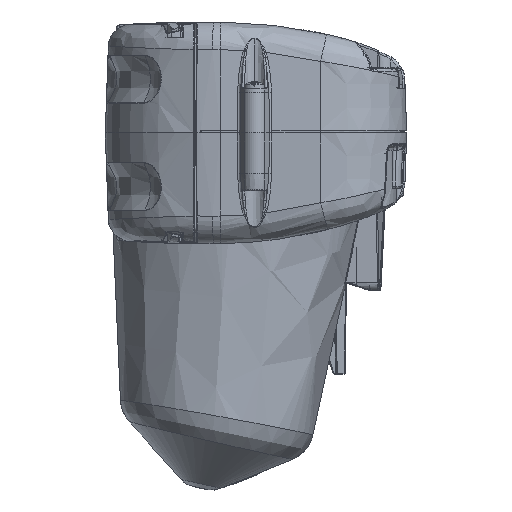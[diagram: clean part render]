
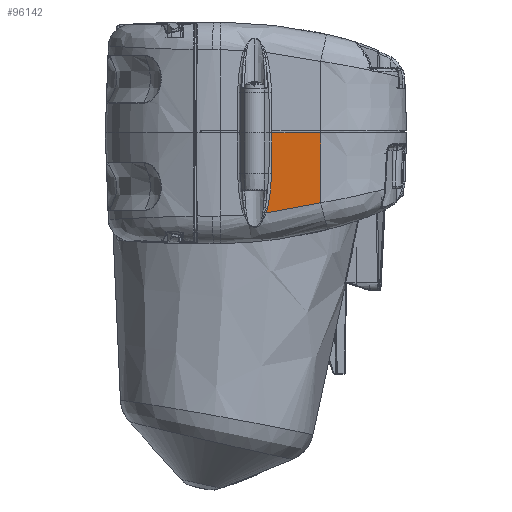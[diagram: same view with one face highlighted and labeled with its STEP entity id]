
A CAD part, left-side view. The second image highlights one B-rep face of the part: STEP entity #96142.
In plain terms, the highlighted planar face has unit normal (-0.999, 0, -0.035).
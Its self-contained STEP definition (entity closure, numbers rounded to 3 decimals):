
#2385 = FACE_OUTER_BOUND ( 'NONE', #117997, .T. ) ;
#3699 = DIRECTION ( 'NONE',  ( 0., -1., 0. ) ) ;
#7564 = CARTESIAN_POINT ( 'NONE',  ( -353.297, -57.548, 18.865 ) ) ;
#9121 = VECTOR ( 'NONE', #78047, 1000. ) ;
#12659 = ORIENTED_EDGE ( 'NONE', *, *, #145608, .T. ) ;
#14228 = LINE ( 'NONE', #61597, #9121 ) ;
#23303 = CARTESIAN_POINT ( 'NONE',  ( -353.506, -57.925, 24.848 ) ) ;
#24007 = CARTESIAN_POINT ( 'NONE',  ( -353.293, -57.536, 18.765 ) ) ;
#31560 = CARTESIAN_POINT ( 'NONE',  ( -354., -40., 39. ) ) ;
#35245 = ORIENTED_EDGE ( 'NONE', *, *, #120669, .F. ) ;
#36376 = EDGE_CURVE ( 'NONE', #90458, #120650, #84949, .T. ) ;
#40449 = CARTESIAN_POINT ( 'NONE',  ( -353.154, -56.97, 14.787 ) ) ;
#49471 = ORIENTED_EDGE ( 'NONE', *, *, #201582, .F. ) ;
#50308 = CARTESIAN_POINT ( 'NONE',  ( -353.043, -56.271, 11.605 ) ) ;
#58840 = VERTEX_POINT ( 'NONE', #104732 ) ;
#61597 = CARTESIAN_POINT ( 'NONE',  ( -354., -57.983, 39. ) ) ;
#62547 = CARTESIAN_POINT ( 'NONE',  ( -353.026, -56.105, 11.12 ) ) ;
#65195 = CARTESIAN_POINT ( 'NONE',  ( -354., -57.983, 39. ) ) ;
#65357 = ORIENTED_EDGE ( 'NONE', *, *, #202058, .T. ) ;
#66078 = CARTESIAN_POINT ( 'NONE',  ( -353.062, -56.413, 12.129 ) ) ;
#66208 = VECTOR ( 'NONE', #182825, 1000. ) ;
#68380 = CARTESIAN_POINT ( 'NONE',  ( -354., 0., 39. ) ) ;
#72611 = CARTESIAN_POINT ( 'NONE',  ( -353.418, -57.861, 22.331 ) ) ;
#76411 = ORIENTED_EDGE ( 'NONE', *, *, #191921, .F. ) ;
#78047 = DIRECTION ( 'NONE',  ( 0.035, 0.004, -0.999 ) ) ;
#79245 = CARTESIAN_POINT ( 'NONE',  ( -354., -75., 39. ) ) ;
#80023 = VECTOR ( 'NONE', #128610, 1000. ) ;
#84949 = B_SPLINE_CURVE_WITH_KNOTS ( 'NONE', 3,
 ( #144119, #127669, #160612, #62547 ),
 .UNSPECIFIED., .F., .F.,
 ( 4, 4 ),
 ( 0., 1. ),
 .UNSPECIFIED. ) ;
#85200 = CARTESIAN_POINT ( 'NONE',  ( -353.026, -56.105, 11.12 ) ) ;
#89054 = CARTESIAN_POINT ( 'NONE',  ( -353.324, -57.634, 19.64 ) ) ;
#90458 = VERTEX_POINT ( 'NONE', #188486 ) ;
#96142 = ADVANCED_FACE ( 'NONE', ( #2385 ), #97302, .T. ) ;
#97302 = PLANE ( 'NONE',  #160303 ) ;
#98856 = VERTEX_POINT ( 'NONE', #65195 ) ;
#104732 = CARTESIAN_POINT ( 'NONE',  ( -353.081, -56.531, 12.692 ) ) ;
#105490 = CARTESIAN_POINT ( 'NONE',  ( -353.3, -57.559, 18.962 ) ) ;
#106779 = B_SPLINE_CURVE_WITH_KNOTS ( 'NONE', 3,
 ( #23303, #137748, #72611, #187124, #89054, #203543, #105490, #7564, #122009, #24007, #138449, #40449, #154890 ),
 .UNSPECIFIED., .F., .F.,
 ( 4, 1, 1, 1, 1, 1, 2, 2, 4 ),
 ( 0., 0.25, 0.375, 0.438, 0.469, 0.484, 0.492, 0.5, 1. ),
 .UNSPECIFIED. ) ;
#112926 = LINE ( 'NONE', #118148, #161580 ) ;
#113816 = DIRECTION ( 'NONE',  ( -0.035, 0., 0.999 ) ) ;
#117997 = EDGE_LOOP ( 'NONE', ( #35245, #12659, #144781, #65357, #202475, #49471, #76411 ) ) ;
#118148 = CARTESIAN_POINT ( 'NONE',  ( -354., -40., 39. ) ) ;
#120650 = VERTEX_POINT ( 'NONE', #85200 ) ;
#120669 = EDGE_CURVE ( 'NONE', #98856, #134049, #112926, .T. ) ;
#121575 = VERTEX_POINT ( 'NONE', #151991 ) ;
#122009 = CARTESIAN_POINT ( 'NONE',  ( -353.295, -57.54, 18.8 ) ) ;
#123565 = LINE ( 'NONE', #79245, #80023 ) ;
#127669 = CARTESIAN_POINT ( 'NONE',  ( -353.094, -68.735, 13.062 ) ) ;
#128610 = DIRECTION ( 'NONE',  ( 0.035, 0., -0.999 ) ) ;
#129528 = VERTEX_POINT ( 'NONE', #178988 ) ;
#134049 = VERTEX_POINT ( 'NONE', #177751 ) ;
#137748 = CARTESIAN_POINT ( 'NONE',  ( -353.471, -57.917, 23.846 ) ) ;
#138449 = CARTESIAN_POINT ( 'NONE',  ( -353.225, -57.304, 16.801 ) ) ;
#144119 = CARTESIAN_POINT ( 'NONE',  ( -353.15, -75., 14.656 ) ) ;
#144781 = ORIENTED_EDGE ( 'NONE', *, *, #211088, .T. ) ;
#145608 = EDGE_CURVE ( 'NONE', #98856, #129528, #14228, .T. ) ;
#151991 = CARTESIAN_POINT ( 'NONE',  ( -354., -75., 39. ) ) ;
#154890 = CARTESIAN_POINT ( 'NONE',  ( -353.081, -56.531, 12.692 ) ) ;
#160303 = AXIS2_PLACEMENT_3D ( 'NONE', #31560, #211835, #113816 ) ;
#160612 = CARTESIAN_POINT ( 'NONE',  ( -353.053, -62.437, 11.889 ) ) ;
#161580 = VECTOR ( 'NONE', #3699, 1000. ) ;
#164819 = CARTESIAN_POINT ( 'NONE',  ( -353.026, -56.105, 11.12 ) ) ;
#177751 = CARTESIAN_POINT ( 'NONE',  ( -354., -58., 39. ) ) ;
#178988 = CARTESIAN_POINT ( 'NONE',  ( -353.506, -57.925, 24.848 ) ) ;
#180545 = CARTESIAN_POINT ( 'NONE',  ( -353.081, -56.531, 12.692 ) ) ;
#182825 = DIRECTION ( 'NONE',  ( 0., -1., 0. ) ) ;
#187124 = CARTESIAN_POINT ( 'NONE',  ( -353.355, -57.722, 20.54 ) ) ;
#188486 = CARTESIAN_POINT ( 'NONE',  ( -353.15, -75., 14.656 ) ) ;
#191921 = EDGE_CURVE ( 'NONE', #134049, #121575, #196844, .T. ) ;
#196844 = LINE ( 'NONE', #68380, #66208 ) ;
#200651 = B_SPLINE_CURVE_WITH_KNOTS ( 'NONE', 3,
 ( #180545, #66078, #50308, #164819 ),
 .UNSPECIFIED., .F., .F.,
 ( 4, 4 ),
 ( 0., 1. ),
 .UNSPECIFIED. ) ;
#201582 = EDGE_CURVE ( 'NONE', #121575, #90458, #123565, .T. ) ;
#202058 = EDGE_CURVE ( 'NONE', #58840, #120650, #200651, .T. ) ;
#202475 = ORIENTED_EDGE ( 'NONE', *, *, #36376, .F. ) ;
#203543 = CARTESIAN_POINT ( 'NONE',  ( -353.308, -57.585, 19.188 ) ) ;
#211088 = EDGE_CURVE ( 'NONE', #129528, #58840, #106779, .T. ) ;
#211835 = DIRECTION ( 'NONE',  ( -0.999, 0., -0.035 ) ) ;
